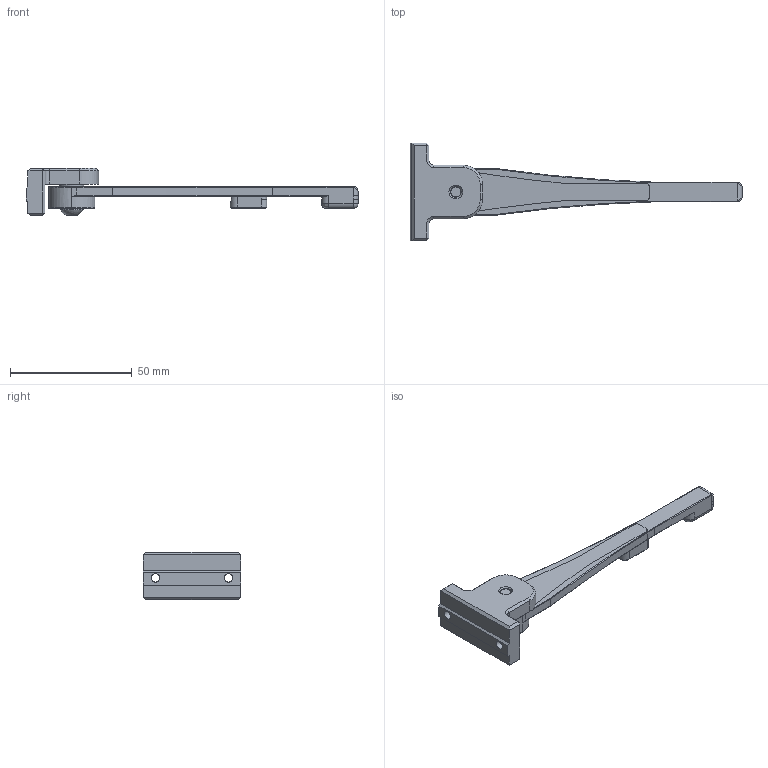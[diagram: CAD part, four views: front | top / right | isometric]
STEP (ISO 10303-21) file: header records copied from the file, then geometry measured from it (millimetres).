
FILE_DESCRIPTION(('FreeCAD Model'),'2;1');
FILE_NAME('Open CASCADE Shape Model','2023-09-15T12:30:51',(''),(''), 'Open CASCADE STEP processor 7.6','FreeCAD','Unknown');
FILE_SCHEMA(('AUTOMOTIVE_DESIGN { 1 0 10303 214 1 1 1 1 }'));
Length unit declared in the file: millimetre
Products named in the file (8): Trident_PTFE_support_v3; Arm; Mount; Shim5x10x1; F695 ZZ_1; F695 ZZ_2; M5x16 BHCS; Arm_short
Assembly tree (7 placements, depth 2):
  Trident_PTFE_support_v3
    Arm
    Mount
    Shim5x10x1
    F695 ZZ_1
    F695 ZZ_2
    M5x16 BHCS
    Arm_short
Bounding box: 136.3 x 40 x 19.5 mm (x, y, z)
Volume: 20452.3 mm3; surface area: 13694.5 mm2
Topology: 7 solids, 7 shells, 247 faces, 554 edges, 327 vertices
Faces by surface type: plane 105, cylinder 67, cone 45, bspline 15, torus 8, sphere 3, extrusion 2, revolution 2
Full cylindrical faces by diameter (mm): 3.5 x2, 4.6 x1, 5 x3, 5.3 x1, 6 x2, 6.5 x4, 9.5 x1, 10 x1, 11.5 x4, 13 x2, 13.2 x2, 15 x6, 19 x1
Entity records: 18744 total; most frequent: CARTESIAN_POINT 7577, DIRECTION 2031, VECTOR 1113, LINE 1111, ORIENTED_EDGE 1098, PCURVE 1098, DEFINITIONAL_REPRESENTATION 1098, EDGE_CURVE 549
